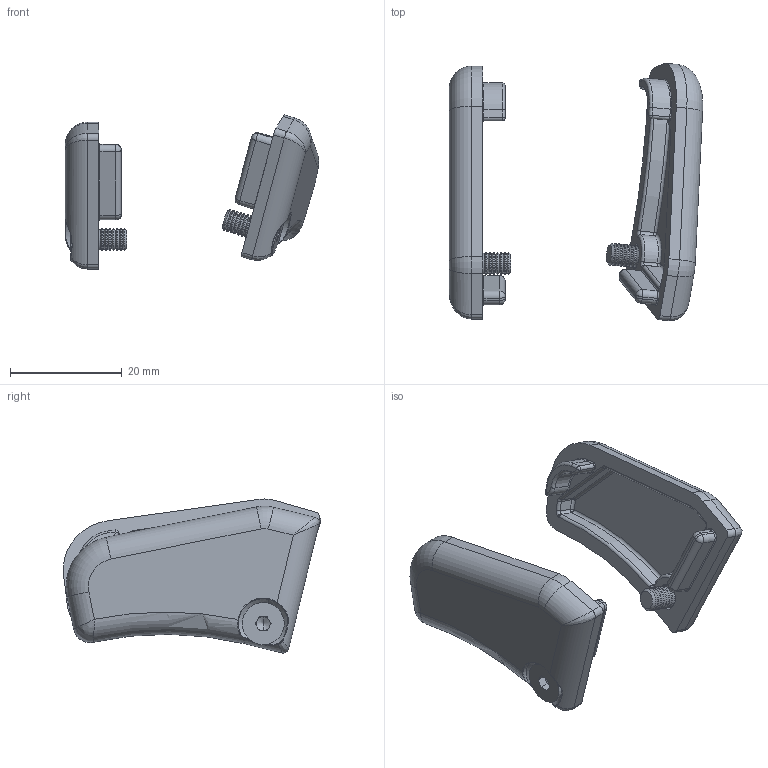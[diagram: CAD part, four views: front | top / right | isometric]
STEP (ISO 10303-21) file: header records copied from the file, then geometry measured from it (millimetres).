
FILE_DESCRIPTION (( 'STEP AP203' ), '1' );
FILE_NAME ('084.506.004T.STEP', '2018-03-13T08:47:46', ( '' ), ( '' ), 'SwSTEP 2.0', 'SolidWorks 2016', '' );
FILE_SCHEMA (( 'CONFIG_CONTROL_DESIGN' ));
Length unit declared in the file: millimetre
Products named in the file (4): 084.506.004T DX; ISO 10642 - M4 x 10 --- 10S_ISO 10642 - M4 x 10 --- 10S; 084.506.004T; 084.506.004T SX
Assembly tree (4 placements, depth 2):
  084.506.004T
    084.506.004T DX
    084.506.004T SX
    ISO 10642 - M4 x 10 --- 10S_ISO 10642 - M4 x 10 --- 10S  x2
Bounding box: 45.41 x 46.12 x 27.61 mm (x, y, z)
Volume: 7132.2 mm3; surface area: 6118.5 mm2
Topology: 4 solids, 4 shells, 438 faces, 1044 edges, 602 vertices
Faces by surface type: cylinder 158, torus 86, cone 80, plane 70, bspline 24, sphere 20
Entity records: 11774 total; most frequent: CARTESIAN_POINT 2986, DIRECTION 1954, ORIENTED_EDGE 1676, EDGE_CURVE 838, AXIS2_PLACEMENT_3D 829, VERTEX_POINT 483, CIRCLE 482, EDGE_LOOP 371
